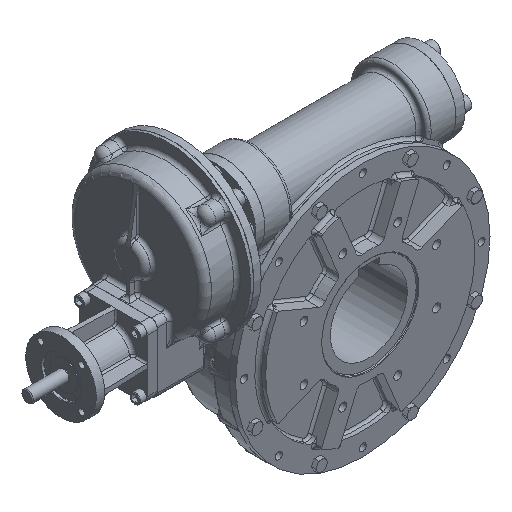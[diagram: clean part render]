
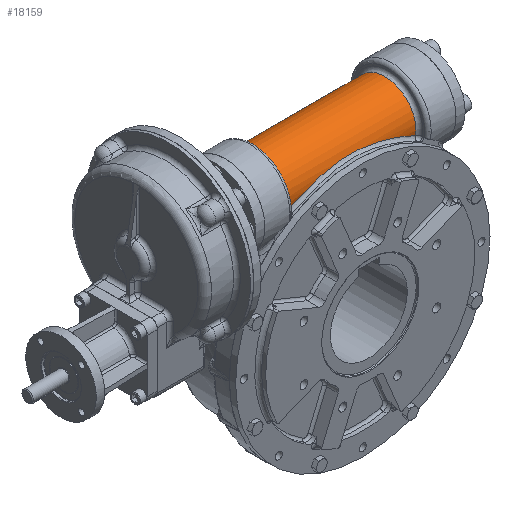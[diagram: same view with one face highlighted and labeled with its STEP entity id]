
A CAD part, isometric view. The second image highlights one B-rep face of the part: STEP entity #18159.
In plain terms, the highlighted cylindrical face has radius 55 mm (diameter 110 mm), a partial arc.
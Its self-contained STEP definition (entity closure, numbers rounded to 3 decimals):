
#801=B_SPLINE_CURVE_WITH_KNOTS('',3,(#44052,#44053,#44054,#44055,#44056),
 .UNSPECIFIED.,.F.,.F.,(4,1,4),(0.,0.004,0.008),
 .UNSPECIFIED.);
#803=B_SPLINE_CURVE_WITH_KNOTS('',3,(#44095,#44096,#44097,#44098,#44099),
 .UNSPECIFIED.,.F.,.F.,(4,1,4),(0.,0.004,0.008),
 .UNSPECIFIED.);
#820=B_SPLINE_CURVE_WITH_KNOTS('',3,(#45410,#45411,#45412,#45413,#45414,
#45415,#45416,#45417,#45418,#45419,#45420,#45421,#45422,#45423),
 .UNSPECIFIED.,.F.,.F.,(4,1,1,1,1,1,1,1,1,1,1,4),(0.,0.029,
0.059,0.073,0.088,0.117,
0.132,0.146,0.161,0.176,
0.205,0.234),.UNSPECIFIED.);
#2224=LINE('',#44061,#3013);
#2252=LINE('',#45720,#3041);
#2253=LINE('',#45721,#3042);
#3013=VECTOR('',#24068,1000.);
#3041=VECTOR('',#24226,1000.);
#3042=VECTOR('',#24227,1000.);
#6687=ORIENTED_EDGE('',*,*,#10480,.F.);
#6688=ORIENTED_EDGE('',*,*,#10370,.T.);
#6689=ORIENTED_EDGE('',*,*,#10372,.T.);
#6690=ORIENTED_EDGE('',*,*,#10375,.T.);
#6691=ORIENTED_EDGE('',*,*,#10481,.F.);
#6692=ORIENTED_EDGE('',*,*,#10472,.T.);
#6693=ORIENTED_EDGE('',*,*,#10444,.T.);
#6694=ORIENTED_EDGE('',*,*,#10475,.F.);
#10370=EDGE_CURVE('',#12602,#12604,#801,.T.);
#10372=EDGE_CURVE('',#12604,#12606,#2224,.F.);
#10375=EDGE_CURVE('',#12606,#12607,#803,.T.);
#10444=EDGE_CURVE('',#12641,#12642,#820,.T.);
#10472=EDGE_CURVE('',#12646,#12641,#14140,.T.);
#10475=EDGE_CURVE('',#12648,#12642,#14141,.T.);
#10480=EDGE_CURVE('',#12602,#12648,#2252,.T.);
#10481=EDGE_CURVE('',#12646,#12607,#2253,.T.);
#12602=VERTEX_POINT('',#44044);
#12604=VERTEX_POINT('',#44051);
#12606=VERTEX_POINT('',#44060);
#12607=VERTEX_POINT('',#44093);
#12641=VERTEX_POINT('',#45212);
#12642=VERTEX_POINT('',#45409);
#12646=VERTEX_POINT('',#45632);
#12648=VERTEX_POINT('',#45673);
#14140=CIRCLE('',#20381,55.);
#14141=CIRCLE('',#20383,55.);
#15288=EDGE_LOOP('',(#6687,#6688,#6689,#6690,#6691,#6692,#6693,#6694));
#16658=FACE_BOUND('',#15288,.T.);
#17374=CYLINDRICAL_SURFACE('',#20386,55.);
#18159=ADVANCED_FACE('',(#16658),#17374,.T.);
#20381=AXIS2_PLACEMENT_3D('',#45631,#24213,#24214);
#20383=AXIS2_PLACEMENT_3D('',#45672,#24217,#24218);
#20386=AXIS2_PLACEMENT_3D('',#45719,#24224,#24225);
#24068=DIRECTION('',(1.,0.,0.));
#24213=DIRECTION('',(1.,0.,0.));
#24214=DIRECTION('',(0.,1.,0.));
#24217=DIRECTION('',(1.,0.,0.));
#24218=DIRECTION('',(0.,1.,0.));
#24224=DIRECTION('',(1.,0.,0.));
#24225=DIRECTION('',(0.,1.,0.));
#24226=DIRECTION('',(1.,0.,0.));
#24227=DIRECTION('',(1.,0.,0.));
#44044=CARTESIAN_POINT('',(40.97,72.064,207.55));
#44051=CARTESIAN_POINT('',(34.,72.066,211.48));
#44052=CARTESIAN_POINT('',(40.97,72.064,207.55));
#44053=CARTESIAN_POINT('',(40.26,72.108,208.766));
#44054=CARTESIAN_POINT('',(38.181,72.099,210.76));
#44055=CARTESIAN_POINT('',(35.408,72.066,211.48));
#44056=CARTESIAN_POINT('',(34.,72.066,211.48));
#44060=CARTESIAN_POINT('',(-34.,72.066,211.48));
#44061=CARTESIAN_POINT('',(177.,72.066,211.48));
#44093=CARTESIAN_POINT('',(-40.97,72.064,207.55));
#44095=CARTESIAN_POINT('',(-34.,72.066,211.48));
#44096=CARTESIAN_POINT('',(-35.408,72.066,211.48));
#44097=CARTESIAN_POINT('',(-38.181,72.099,210.76));
#44098=CARTESIAN_POINT('',(-40.26,72.108,208.766));
#44099=CARTESIAN_POINT('',(-40.97,72.064,207.55));
#45212=CARTESIAN_POINT('',(-113.,-37.225,200.959));
#45409=CARTESIAN_POINT('',(113.,-37.225,200.959));
#45410=CARTESIAN_POINT('',(-113.,-37.225,200.959));
#45411=CARTESIAN_POINT('',(-104.235,-37.947,205.523));
#45412=CARTESIAN_POINT('',(-86.3,-38.066,213.419));
#45413=CARTESIAN_POINT('',(-62.963,-36.888,220.459));
#45414=CARTESIAN_POINT('',(-43.662,-35.868,224.441));
#45415=CARTESIAN_POINT('',(-24.246,-34.995,227.26));
#45416=CARTESIAN_POINT('',(-4.766,-34.577,228.371));
#45417=CARTESIAN_POINT('',(14.777,-34.786,227.801));
#45418=CARTESIAN_POINT('',(29.525,-35.23,226.508));
#45419=CARTESIAN_POINT('',(44.068,-35.889,224.367));
#45420=CARTESIAN_POINT('',(63.11,-36.896,220.412));
#45421=CARTESIAN_POINT('',(86.311,-38.064,213.411));
#45422=CARTESIAN_POINT('',(104.218,-37.948,205.532));
#45423=CARTESIAN_POINT('',(113.,-37.225,200.959));
#45631=CARTESIAN_POINT('',(-113.,17.1,209.55));
#45632=CARTESIAN_POINT('',(-113.,72.064,207.55));
#45672=CARTESIAN_POINT('',(113.,17.1,209.55));
#45673=CARTESIAN_POINT('',(113.,72.064,207.55));
#45719=CARTESIAN_POINT('',(177.,17.1,209.55));
#45720=CARTESIAN_POINT('',(177.,72.064,207.55));
#45721=CARTESIAN_POINT('',(177.,72.064,207.55));
